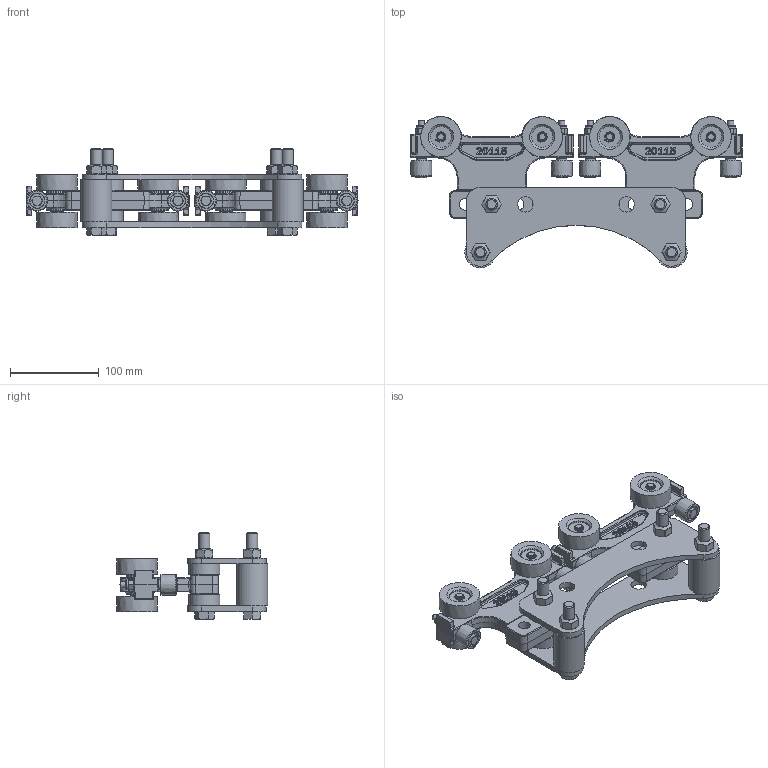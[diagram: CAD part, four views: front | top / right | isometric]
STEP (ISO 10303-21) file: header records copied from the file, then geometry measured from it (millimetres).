
FILE_DESCRIPTION((''),'2;1');
FILE_NAME('20117 400C TROLLEYLGE ZIM BRACKET.stp','2011-03-03T14:17:57',('jholman'),(''),'Autodesk Inventor 2009','Autodesk Inventor 2009','');
FILE_SCHEMA(('AUTOMOTIVE_DESIGN { 1 0 10303 214 1 1 1 1 }'));
Length unit declared in the file: inch
Products named in the file (23): 20117; 20115; 59801M; 59801_2; 3D11N9B4B; 3D11N7B4C; 3D11V6B4B; 3D11D6B4A; 3D11F6B4A; 3D1185B4B; 3D11SWF4A; 3D11QWF4A; 3D11RWF4A; 3D11TWF4A; 3D11UWF4A; 3D110XF4B; 3D11Q9B4A; 3D11DAB4C; 3D11PEF4C; 3D115AB4B; Hex Bolt - UNC (Regular Thread - Inch) 1/2-13 UNC - 3.5; Prevailing Torque Type Hex Nut - UNC (Regular Thread - Inch)  (IFI) 1/2 - 13 Metal Type; 3D116AB4B
Assembly tree (46 placements, depth 4):
  20117
    20115  x2
      59801M
        59801_2
      3D11N9B4B
        3D11N7B4C
        3D11V6B4B
      3D11D6B4A
      3D11F6B4A
      3D1185B4B
      3D11SWF4A
        3D11QWF4A
        3D11RWF4A
        3D11TWF4A  x2
        3D11UWF4A
      3D110XF4B
      3D11Q9B4A
    3D11DAB4C
      3D11PEF4C  x2
      3D115AB4B  x2
      Hex Bolt - UNC (Regular Thread - Inch) 1/2-13 UNC - 3.5  x4
      Prevailing Torque Type Hex Nut - UNC (Regular Thread - Inch)  (IFI) 1/2 - 13 Metal Type  x4
      3D116AB4B  x4
Bounding box: 374.65 x 170.76 x 97.63 mm (x, y, z)
Volume: 992882.6 mm3; surface area: 320160.3 mm2
Topology: 78 solids, 78 shells, 2850 faces, 6632 edges, 3994 vertices
Faces by surface type: plane 980, bspline 794, cylinder 596, cone 236, torus 156, sphere 88
Full cylindrical faces by diameter (mm): 6.909 x4, 7 x8, 7.036 x4, 7.099 x4, 7.137 x4, 10.249 x4, 11.176 x4, 12 x4, 12.7 x4, 13.081 x4, 15.011 x4, 16.866 x8, 16.993 x8, 17 x8, 19.05 x4, 23.813 x16, 28.6 x16, 34.925 x6
Entity records: 34818 total; most frequent: CARTESIAN_POINT 12909, ORIENTED_EDGE 4330, DIRECTION 4260, EDGE_CURVE 2165, AXIS2_PLACEMENT_3D 1595, VERTEX_POINT 1359, EDGE_LOOP 1152, VECTOR 1070
